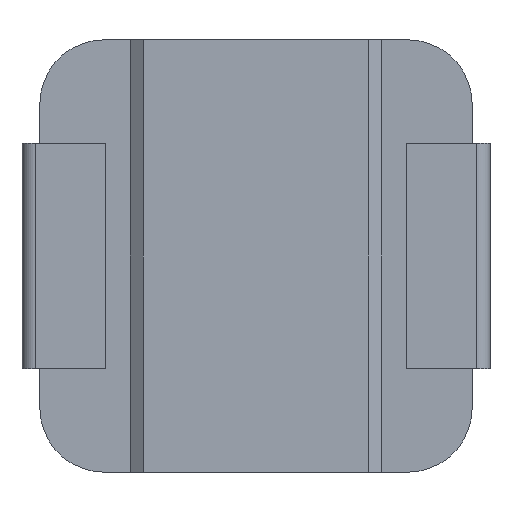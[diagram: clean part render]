
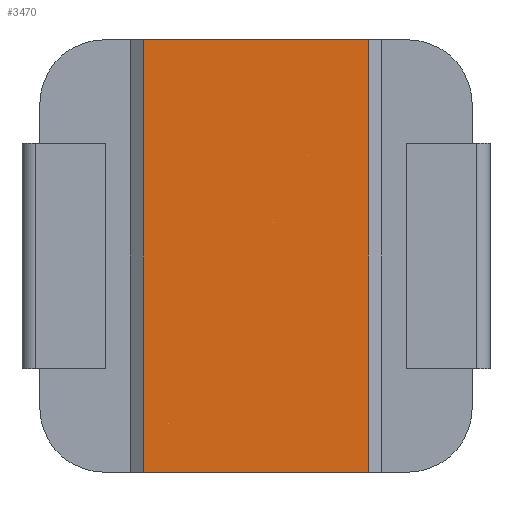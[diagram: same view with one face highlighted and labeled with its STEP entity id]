
A CAD part, front view. The second image highlights one B-rep face of the part: STEP entity #3470.
In plain terms, the highlighted planar face has unit normal (0, -1, 0).
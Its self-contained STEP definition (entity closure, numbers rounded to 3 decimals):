
#146 = CARTESIAN_POINT ( 'NONE',  ( -1.75, 0., -3.35 ) ) ;
#347 = EDGE_CURVE ( 'NONE', #5087, #5169, #2896, .T. ) ;
#813 = VECTOR ( 'NONE', #5195, 1000. ) ;
#1110 = EDGE_LOOP ( 'NONE', ( #4241, #6202, #5172, #3138 ) ) ;
#1351 = CARTESIAN_POINT ( 'NONE',  ( -3.35, 0., -3.35 ) ) ;
#1863 = DIRECTION ( 'NONE',  ( 0., 0., 1. ) ) ;
#2102 = DIRECTION ( 'NONE',  ( 0., 1., 0. ) ) ;
#2339 = LINE ( 'NONE', #6608, #6254 ) ;
#2341 = CARTESIAN_POINT ( 'NONE',  ( -1.75, 0., 3.35 ) ) ;
#2481 = VECTOR ( 'NONE', #3618, 1000. ) ;
#2632 = CARTESIAN_POINT ( 'NONE',  ( 1.75, 0., -3.35 ) ) ;
#2692 = CARTESIAN_POINT ( 'NONE',  ( -3.35, 0., 3.35 ) ) ;
#2896 = LINE ( 'NONE', #1351, #2481 ) ;
#3138 = ORIENTED_EDGE ( 'NONE', *, *, #4219, .T. ) ;
#3470 = ADVANCED_FACE ( 'NONE', ( #6631 ), #5046, .F. ) ;
#3590 = CARTESIAN_POINT ( 'NONE',  ( 1.75, 0., 3.35 ) ) ;
#3618 = DIRECTION ( 'NONE',  ( -1., 0., 0. ) ) ;
#3686 = DIRECTION ( 'NONE',  ( 0., 0., 1. ) ) ;
#3906 = VECTOR ( 'NONE', #4700, 1000. ) ;
#4219 = EDGE_CURVE ( 'NONE', #5087, #5829, #6282, .T. ) ;
#4241 = ORIENTED_EDGE ( 'NONE', *, *, #5193, .F. ) ;
#4495 = AXIS2_PLACEMENT_3D ( 'NONE', #5214, #2102, #3686 ) ;
#4700 = DIRECTION ( 'NONE',  ( 1., 0., 0. ) ) ;
#5046 = PLANE ( 'NONE',  #4495 ) ;
#5087 = VERTEX_POINT ( 'NONE', #6650 ) ;
#5169 = VERTEX_POINT ( 'NONE', #146 ) ;
#5172 = ORIENTED_EDGE ( 'NONE', *, *, #347, .F. ) ;
#5193 = EDGE_CURVE ( 'NONE', #5414, #5829, #6617, .T. ) ;
#5195 = DIRECTION ( 'NONE',  ( 0., 0., 1. ) ) ;
#5214 = CARTESIAN_POINT ( 'NONE',  ( 0., 0., 0. ) ) ;
#5414 = VERTEX_POINT ( 'NONE', #2341 ) ;
#5829 = VERTEX_POINT ( 'NONE', #3590 ) ;
#6202 = ORIENTED_EDGE ( 'NONE', *, *, #6607, .F. ) ;
#6254 = VECTOR ( 'NONE', #1863, 1000. ) ;
#6282 = LINE ( 'NONE', #2632, #813 ) ;
#6607 = EDGE_CURVE ( 'NONE', #5169, #5414, #2339, .T. ) ;
#6608 = CARTESIAN_POINT ( 'NONE',  ( -1.75, 0., -3.35 ) ) ;
#6617 = LINE ( 'NONE', #2692, #3906 ) ;
#6631 = FACE_OUTER_BOUND ( 'NONE', #1110, .T. ) ;
#6650 = CARTESIAN_POINT ( 'NONE',  ( 1.75, 0., -3.35 ) ) ;
